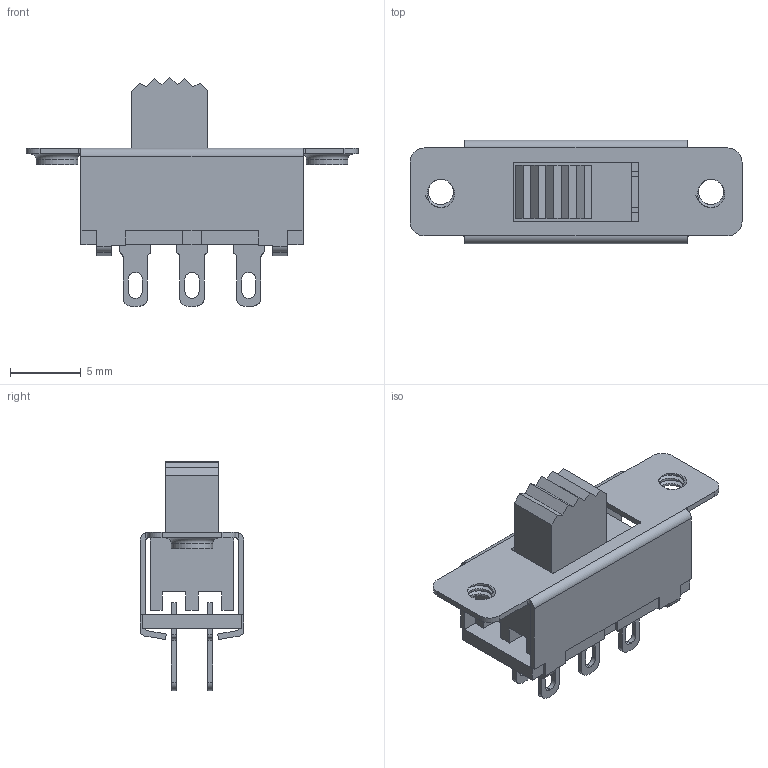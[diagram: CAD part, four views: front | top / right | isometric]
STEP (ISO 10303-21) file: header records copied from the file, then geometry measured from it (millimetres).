
FILE_DESCRIPTION(/* description */ (''),/* implementation_level */ '2;1');
FILE_NAME(/* name */ 'Uxcell 5mm Vertical Slide Switch DPDT 6 Terminals v1.step',/* time_stamp */ '2023-10-24T12:24:39-07:00',/* author */ (''),/* organization */ (''),/* preprocessor_version */ 'ST-DEVELOPER v20',/* originating_system */ 'Autodesk Translation Framework v12.14.0.127',/* authorisation */ '');
FILE_SCHEMA (('AUTOMOTIVE_DESIGN { 1 0 10303 214 3 1 1 }'));
Length unit declared in the file: millimetre
Products named in the file (1): Uxcell 5mm Vertical Slide Switch DPDT 6 Terminals
Bounding box: 23.4 x 7.3 x 16.16 mm (x, y, z)
Volume: 637.8 mm3; surface area: 1552.3 mm2
Topology: 9 solids, 9 shells, 286 faces, 781 edges, 516 vertices
Faces by surface type: plane 180, cylinder 88, bspline 16, torus 2
Full cylindrical faces by diameter (mm): 1.783 x2, 2.921 x2
Entity records: 10546 total; most frequent: CARTESIAN_POINT 3280, ORIENTED_EDGE 1562, DIRECTION 1403, EDGE_CURVE 781, LINE 565, VECTOR 565, VERTEX_POINT 516, AXIS2_PLACEMENT_3D 419
